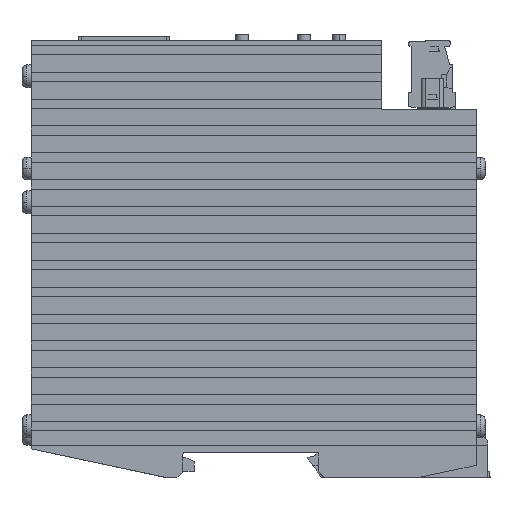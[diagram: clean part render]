
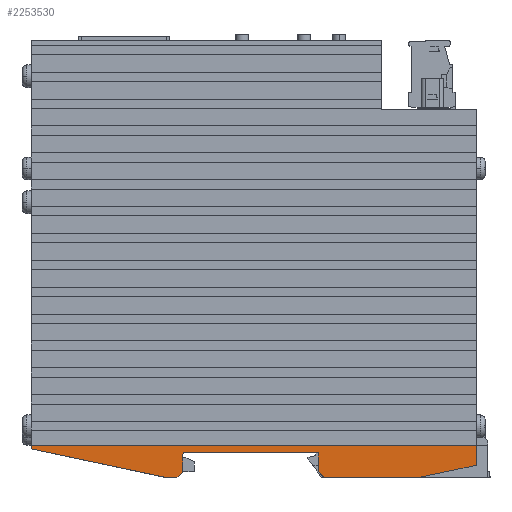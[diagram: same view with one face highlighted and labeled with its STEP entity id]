
A CAD part, left-side view. The second image highlights one B-rep face of the part: STEP entity #2253530.
In plain terms, the highlighted face is planar.
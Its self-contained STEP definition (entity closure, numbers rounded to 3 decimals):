
#1549680=CARTESIAN_POINT('',(-59.05,-0.297,
-133.35));
#1549690=VERTEX_POINT('',#1549680);
#1549720=CARTESIAN_POINT('',(-59.05,0.,
-133.35));
#1549730=DIRECTION('',(0.,1.,0.));
#1549740=VECTOR('',#1549730,1.);
#1549750=LINE('',#1549720,#1549740);
#1549760=CARTESIAN_POINT('',(-59.05,5.,
-133.35));
#1549770=VERTEX_POINT('',#1549760);
#1549780=EDGE_CURVE('',#1549690,#1549770,#1549750,.T.);
#2223010=CARTESIAN_POINT('',(58.55,5.,
-133.35));
#2223020=VERTEX_POINT('',#2223010);
#2223050=CARTESIAN_POINT('',(58.55,0.,
-133.35));
#2223060=DIRECTION('',(0.,-1.,0.));
#2223070=VECTOR('',#2223060,1.);
#2223080=LINE('',#2223050,#2223070);
#2223090=CARTESIAN_POINT('',(58.55,4.037,
-133.35));
#2223100=VERTEX_POINT('',#2223090);
#2223110=EDGE_CURVE('',#2223020,#2223100,#2223080,.T.);
#2252680=CARTESIAN_POINT('',(-59.05,-11.463,
-133.35));
#2252690=DIRECTION('',(0.,0.,1.));
#2252700=DIRECTION('',(0.,-1.,0.));
#2252710=AXIS2_PLACEMENT_3D('',#2252680,#2252690,#2252700);
#2252720=PLANE('',#2252710);
#2252730=ORIENTED_EDGE('',*,*,#1549780,.T.);
#2252740=CARTESIAN_POINT('',(3.55,-13.595,
-133.35));
#2252750=DIRECTION('',(0.978,-0.208,
0.));
#2252760=VECTOR('',#2252750,1.);
#2252770=LINE('',#2252740,#2252760);
#2252780=CARTESIAN_POINT('',(-43.5,-3.6,
-133.35));
#2252790=VERTEX_POINT('',#2252780);
#2252800=EDGE_CURVE('',#1549690,#2252790,#2252770,.T.);
#2252810=ORIENTED_EDGE('',*,*,#2252800,.F.);
#2252820=CARTESIAN_POINT('',(3.55,-3.6,
-133.35));
#2252830=DIRECTION('',(-1.,0.,0.));
#2252840=VECTOR('',#2252830,1.);
#2252850=LINE('',#2252820,#2252840);
#2252860=CARTESIAN_POINT('',(-18.9,-3.6,
-133.35));
#2252870=VERTEX_POINT('',#2252860);
#2252880=EDGE_CURVE('',#2252870,#2252790,#2252850,.T.);
#2252890=ORIENTED_EDGE('',*,*,#2252880,.T.);
#2252900=CARTESIAN_POINT('',(3.55,18.85,
-133.35));
#2252910=DIRECTION('',(0.707,0.707,
0.));
#2252920=VECTOR('',#2252910,1.);
#2252930=LINE('',#2252900,#2252920);
#2252940=CARTESIAN_POINT('',(-17.3,-2.,
-133.35));
#2252950=VERTEX_POINT('',#2252940);
#2252960=EDGE_CURVE('',#2252870,#2252950,#2252930,.T.);
#2252970=ORIENTED_EDGE('',*,*,#2252960,.F.);
#2252980=CARTESIAN_POINT('',(-17.3,0.,
-133.35));
#2252990=DIRECTION('',(0.,1.,0.));
#2253000=VECTOR('',#2252990,1.);
#2253010=LINE('',#2252980,#2253000);
#2253020=CARTESIAN_POINT('',(-17.3,3.,
-133.35));
#2253030=VERTEX_POINT('',#2253020);
#2253040=EDGE_CURVE('',#2252950,#2253030,#2253010,.T.);
#2253050=ORIENTED_EDGE('',*,*,#2253040,.F.);
#2253060=CARTESIAN_POINT('',(3.55,3.,
-133.35));
#2253070=DIRECTION('',(1.,0.,0.));
#2253080=VECTOR('',#2253070,1.);
#2253090=LINE('',#2253060,#2253080);
#2253100=CARTESIAN_POINT('',(18.4,3.,
-133.35));
#2253110=VERTEX_POINT('',#2253100);
#2253120=EDGE_CURVE('',#2253030,#2253110,#2253090,.T.);
#2253130=ORIENTED_EDGE('',*,*,#2253120,.F.);
#2253140=CARTESIAN_POINT('',(18.479,0.,
-133.35));
#2253150=DIRECTION('',(0.026,-1.,
0.));
#2253160=VECTOR('',#2253150,1.);
#2253170=LINE('',#2253140,#2253160);
#2253180=CARTESIAN_POINT('',(18.534,-2.134,
-133.35));
#2253190=VERTEX_POINT('',#2253180);
#2253200=EDGE_CURVE('',#2253110,#2253190,#2253170,.T.);
#2253210=ORIENTED_EDGE('',*,*,#2253200,.F.);
#2253220=CARTESIAN_POINT('',(16.4,0.,
-133.35));
#2253230=DIRECTION('',(0.707,-0.707,
0.));
#2253240=VECTOR('',#2253230,1.);
#2253250=LINE('',#2253220,#2253240);
#2253260=CARTESIAN_POINT('',(20.,-3.6,
-133.35));
#2253270=VERTEX_POINT('',#2253260);
#2253280=EDGE_CURVE('',#2253190,#2253270,#2253250,.T.);
#2253290=ORIENTED_EDGE('',*,*,#2253280,.F.);
#2253300=CARTESIAN_POINT('',(3.55,-3.6,
-133.35));
#2253310=DIRECTION('',(-1.,0.,0.));
#2253320=VECTOR('',#2253310,1.);
#2253330=LINE('',#2253300,#2253320);
#2253340=CARTESIAN_POINT('',(22.6,-3.6,
-133.35));
#2253350=VERTEX_POINT('',#2253340);
#2253360=EDGE_CURVE('',#2253350,#2253270,#2253330,.T.);
#2253370=ORIENTED_EDGE('',*,*,#2253360,.T.);
#2253380=CARTESIAN_POINT('',(3.55,-7.647,
-133.35));
#2253390=DIRECTION('',(0.978,0.208,
0.));
#2253400=VECTOR('',#2253390,1.);
#2253410=LINE('',#2253380,#2253400);
#2253420=EDGE_CURVE('',#2253350,#2223100,#2253410,.T.);
#2253430=ORIENTED_EDGE('',*,*,#2253420,.F.);
#2253440=ORIENTED_EDGE('',*,*,#2223110,.T.);
#2253450=CARTESIAN_POINT('',(-59.05,5.,
-133.35));
#2253460=DIRECTION('',(1.,0.,0.));
#2253470=VECTOR('',#2253460,1.);
#2253480=LINE('',#2253450,#2253470);
#2253490=EDGE_CURVE('',#1549770,#2223020,#2253480,.T.);
#2253500=ORIENTED_EDGE('',*,*,#2253490,.T.);
#2253510=EDGE_LOOP('',(#2253500,#2253440,#2253430,#2253370,#2253290,
#2253210,#2253130,#2253050,#2252970,#2252890,#2252810,#2252730));
#2253520=FACE_OUTER_BOUND('',#2253510,.T.);
#2253530=ADVANCED_FACE('',(#2253520),#2252720,.F.);
